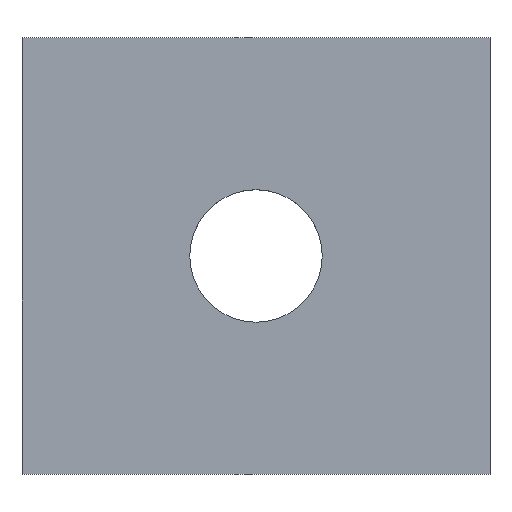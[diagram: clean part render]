
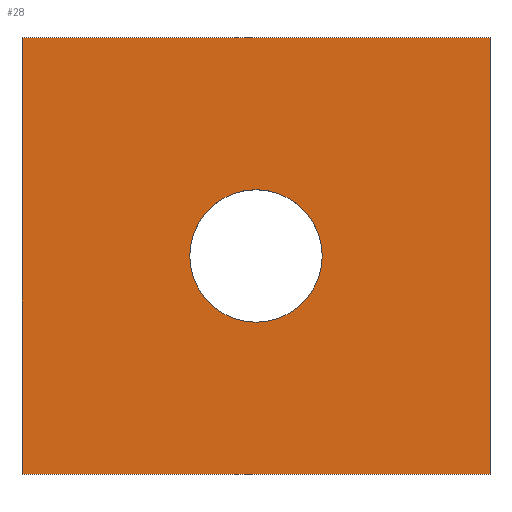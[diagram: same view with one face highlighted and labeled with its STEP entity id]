
A CAD part, top view. The second image highlights one B-rep face of the part: STEP entity #28.
In plain terms, the highlighted planar face has unit normal (0, 0, 1).
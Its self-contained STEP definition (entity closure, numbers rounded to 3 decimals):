
#10 = CIRCLE ( 'NONE', #381, 6.744 ) ;
#28 = ADVANCED_FACE ( 'NONE', ( #473, #239 ), #177, .F. ) ;
#49 = VECTOR ( 'NONE', #171, 1000. ) ;
#52 = CARTESIAN_POINT ( 'NONE',  ( 0., 0., 5.461 ) ) ;
#58 = CARTESIAN_POINT ( 'NONE',  ( 23.813, -22.225, 5.461 ) ) ;
#73 = CARTESIAN_POINT ( 'NONE',  ( 23.813, 22.225, 5.461 ) ) ;
#75 = EDGE_CURVE ( 'NONE', #342, #419, #311, .T. ) ;
#101 = CARTESIAN_POINT ( 'NONE',  ( -23.813, -22.225, 5.461 ) ) ;
#109 = EDGE_CURVE ( 'NONE', #336, #341, #417, .T. ) ;
#110 = ORIENTED_EDGE ( 'NONE', *, *, #453, .F. ) ;
#119 = CARTESIAN_POINT ( 'NONE',  ( 0., 6.744, 5.461 ) ) ;
#150 = EDGE_LOOP ( 'NONE', ( #224, #110, #327, #555 ) ) ;
#156 = CARTESIAN_POINT ( 'NONE',  ( -23.813, -22.225, 5.461 ) ) ;
#162 = CARTESIAN_POINT ( 'NONE',  ( 23.813, -22.225, 5.461 ) ) ;
#171 = DIRECTION ( 'NONE',  ( -1., 0., 0. ) ) ;
#177 = PLANE ( 'NONE',  #273 ) ;
#182 = EDGE_CURVE ( 'NONE', #341, #336, #10, .T. ) ;
#189 = LINE ( 'NONE', #58, #348 ) ;
#194 = DIRECTION ( 'NONE',  ( 0., -1., 0. ) ) ;
#200 = CARTESIAN_POINT ( 'NONE',  ( 0., 0., 5.461 ) ) ;
#222 = DIRECTION ( 'NONE',  ( 0., 1., 0. ) ) ;
#224 = ORIENTED_EDGE ( 'NONE', *, *, #75, .T. ) ;
#234 = VECTOR ( 'NONE', #194, 1000. ) ;
#239 = FACE_OUTER_BOUND ( 'NONE', #150, .T. ) ;
#241 = DIRECTION ( 'NONE',  ( 0., 0., 1. ) ) ;
#244 = CARTESIAN_POINT ( 'NONE',  ( 0., -6.744, 5.461 ) ) ;
#249 = DIRECTION ( 'NONE',  ( -1., 0., 0. ) ) ;
#252 = CARTESIAN_POINT ( 'NONE',  ( 23.813, 22.225, 5.461 ) ) ;
#273 = AXIS2_PLACEMENT_3D ( 'NONE', #356, #484, #222 ) ;
#286 = EDGE_CURVE ( 'NONE', #305, #342, #564, .T. ) ;
#296 = ORIENTED_EDGE ( 'NONE', *, *, #109, .F. ) ;
#305 = VERTEX_POINT ( 'NONE', #252 ) ;
#311 = LINE ( 'NONE', #101, #234 ) ;
#323 = EDGE_CURVE ( 'NONE', #305, #404, #189, .T. ) ;
#327 = ORIENTED_EDGE ( 'NONE', *, *, #323, .F. ) ;
#336 = VERTEX_POINT ( 'NONE', #119 ) ;
#341 = VERTEX_POINT ( 'NONE', #244 ) ;
#342 = VERTEX_POINT ( 'NONE', #420 ) ;
#348 = VECTOR ( 'NONE', #380, 1000. ) ;
#356 = CARTESIAN_POINT ( 'NONE',  ( 23.813, -22.225, 5.461 ) ) ;
#380 = DIRECTION ( 'NONE',  ( 0., -1., 0. ) ) ;
#381 = AXIS2_PLACEMENT_3D ( 'NONE', #200, #241, #414 ) ;
#383 = EDGE_LOOP ( 'NONE', ( #400, #296 ) ) ;
#400 = ORIENTED_EDGE ( 'NONE', *, *, #182, .F. ) ;
#404 = VERTEX_POINT ( 'NONE', #509 ) ;
#414 = DIRECTION ( 'NONE',  ( 0., -1., 0. ) ) ;
#417 = CIRCLE ( 'NONE', #445, 6.744 ) ;
#419 = VERTEX_POINT ( 'NONE', #156 ) ;
#420 = CARTESIAN_POINT ( 'NONE',  ( -23.813, 22.225, 5.461 ) ) ;
#442 = DIRECTION ( 'NONE',  ( 0., -1., 0. ) ) ;
#445 = AXIS2_PLACEMENT_3D ( 'NONE', #52, #451, #442 ) ;
#451 = DIRECTION ( 'NONE',  ( 0., 0., 1. ) ) ;
#453 = EDGE_CURVE ( 'NONE', #404, #419, #490, .T. ) ;
#473 = FACE_BOUND ( 'NONE', #383, .T. ) ;
#484 = DIRECTION ( 'NONE',  ( 0., 0., -1. ) ) ;
#490 = LINE ( 'NONE', #162, #49 ) ;
#500 = VECTOR ( 'NONE', #249, 1000. ) ;
#509 = CARTESIAN_POINT ( 'NONE',  ( 23.813, -22.225, 5.461 ) ) ;
#555 = ORIENTED_EDGE ( 'NONE', *, *, #286, .T. ) ;
#564 = LINE ( 'NONE', #73, #500 ) ;
